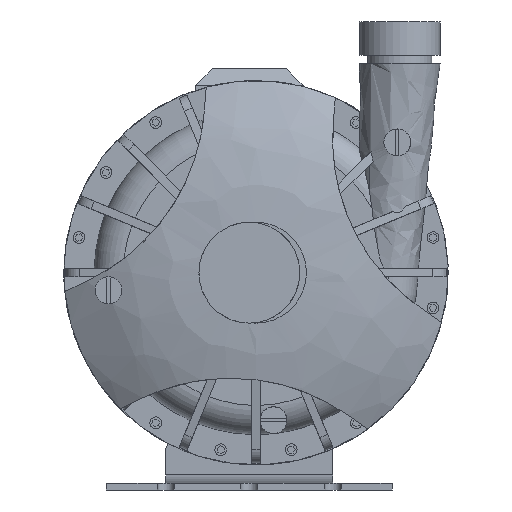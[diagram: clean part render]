
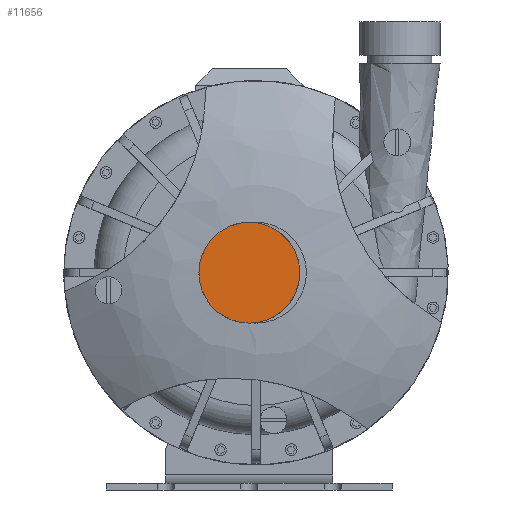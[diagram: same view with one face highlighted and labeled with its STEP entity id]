
A CAD part, left-side view. The second image highlights one B-rep face of the part: STEP entity #11656.
In plain terms, the highlighted planar face has unit normal (-1, 0, 0).
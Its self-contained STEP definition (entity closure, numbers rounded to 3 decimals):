
#436=PLANE($,#12522);
#836=CIRCLE($,#12521,30.15);
#1390=FACE_OUTER_BOUND($,#2107,.T.);
#2107=EDGE_LOOP($,(#9437));
#5499=VERTEX_POINT($,#19647);
#6910=EDGE_CURVE($,#5499,#5499,#836,.T.);
#9437=ORIENTED_EDGE($,*,*,#6910,.F.);
#11656=ADVANCED_FACE($,(#1390),#436,.T.);
#12521=AXIS2_PLACEMENT_3D($,#19648,#14640,#14641);
#12522=AXIS2_PLACEMENT_3D($,#19649,#14642,#14643);
#14640=DIRECTION('center_axis',(1.,0.,0.));
#14641=DIRECTION('ref_axis',(0.,-1.,0.));
#14642=DIRECTION('center_axis',(-1.,0.,0.));
#14643=DIRECTION('ref_axis',(0.,0.,1.));
#19647=CARTESIAN_POINT('',(-70.,30.15,130.));
#19648=CARTESIAN_POINT('Origin',(-70.,0.,130.));
#19649=CARTESIAN_POINT('Origin',(-70.,0.,130.));
